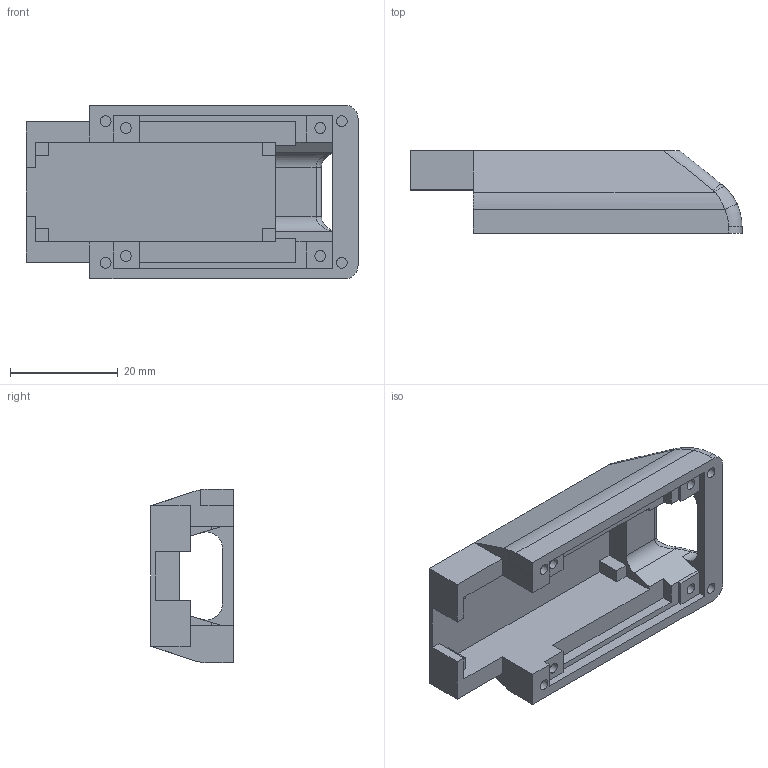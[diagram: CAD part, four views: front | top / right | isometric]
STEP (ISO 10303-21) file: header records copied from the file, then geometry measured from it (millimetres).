
FILE_DESCRIPTION(/* description */ (''),/* implementation_level */ '2;1');
FILE_NAME(/* name */ 'bms can case bottom.step',/* time_stamp */ '2021-10-24T16:43:57+11:00',/* author */ (''),/* organization */ (''),/* preprocessor_version */ 'ST-DEVELOPER v18.1',/* originating_system */ 'Autodesk Translation Framework v10.10.0.1391',/* authorisation */ '');
FILE_SCHEMA (('AUTOMOTIVE_DESIGN { 1 0 10303 214 3 1 1 }'));
Length unit declared in the file: millimetre
Products named in the file (1): case bottom (1)
Bounding box: 61.5 x 15.3 x 32.2 mm (x, y, z)
Volume: 9825.5 mm3; surface area: 7331.6 mm2
Topology: 1 solids, 1 shells, 111 faces, 285 edges, 182 vertices
Faces by surface type: plane 72, cylinder 23, bspline 12, torus 4
Full cylindrical faces by diameter (mm): 2 x8
Entity records: 3676 total; most frequent: CARTESIAN_POINT 943, ORIENTED_EDGE 570, DIRECTION 541, EDGE_CURVE 285, LINE 205, VECTOR 205, VERTEX_POINT 182, AXIS2_PLACEMENT_3D 168
